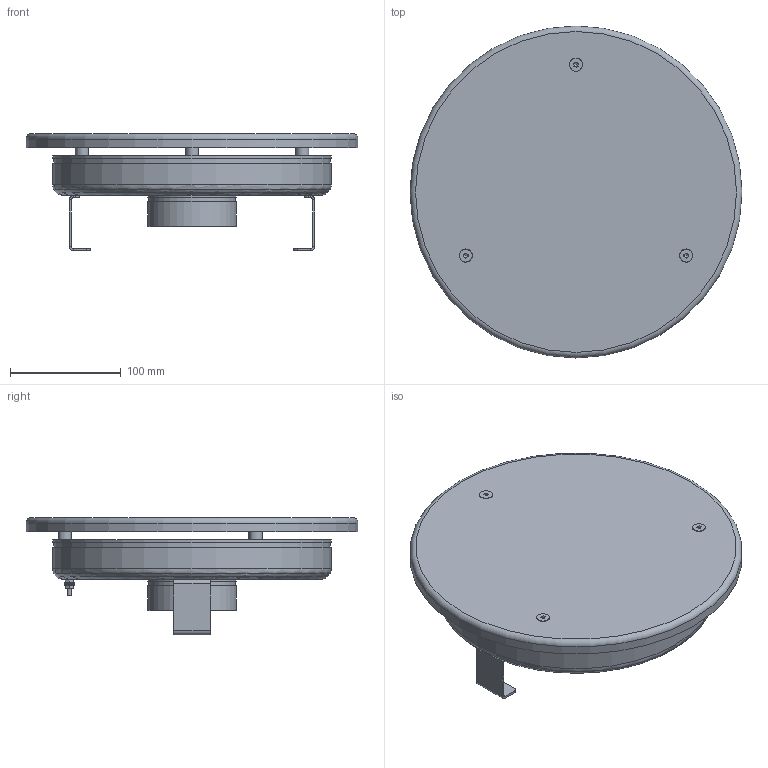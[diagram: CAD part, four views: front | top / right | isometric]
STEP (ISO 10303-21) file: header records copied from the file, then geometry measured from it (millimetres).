
FILE_DESCRIPTION (( 'STEP AP203' ), '1' );
FILE_NAME ('藉.525.2.STEP', '2025-04-03T11:53:05', ( '' ), ( '' ), 'SwSTEP 2.0', 'SolidWorks 2022', '' );
FILE_SCHEMA (( 'CONFIG_CONTROL_DESIGN' ));
Length unit declared in the file: millimetre
Products named in the file (1): ВЗ.525.2
Bounding box: 300 x 300 x 106.25 mm (x, y, z)
Volume: 1984605.1 mm3; surface area: 394712.5 mm2
Topology: 10 solids, 17 shells, 353 faces, 773 edges, 476 vertices
Faces by surface type: plane 210, cylinder 80, cone 48, torus 14, bspline 1
Full cylindrical faces by diameter (mm): 3.3 x1, 4 x1, 4.02 x9, 4.3 x2, 6 x9, 7 x9, 9 x2, 10 x3, 11.57 x9, 12 x3, 12.2 x3, 77 x1, 78 x2, 78.2 x1, 80 x2, 250 x1, 252 x2, 297.6 x1, 300 x1
Entity records: 8990 total; most frequent: CARTESIAN_POINT 1859, DIRECTION 1528, ORIENTED_EDGE 1200, AXIS2_PLACEMENT_3D 605, EDGE_CURVE 600, EDGE_LOOP 522, FACE_OUTER_BOUND 430, VERTEX_POINT 422
